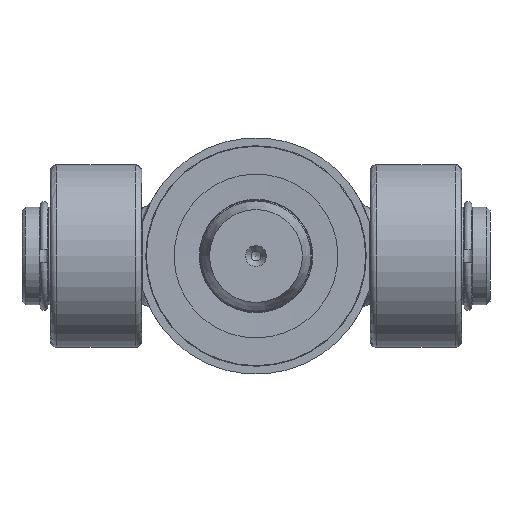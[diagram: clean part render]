
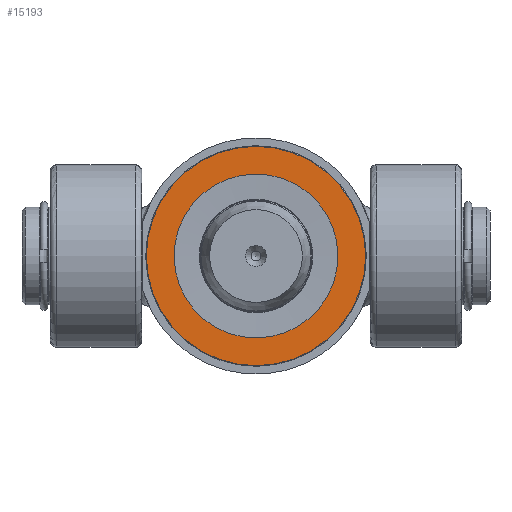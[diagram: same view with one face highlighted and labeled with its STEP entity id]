
A CAD part, front view. The second image highlights one B-rep face of the part: STEP entity #15193.
In plain terms, the highlighted face is planar.
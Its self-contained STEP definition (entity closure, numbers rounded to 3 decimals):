
#3511=PLANE('',#16292);
#3711=FACE_BOUND('',#5539,.T.);
#4563=FACE_OUTER_BOUND('',#5538,.T.);
#5538=EDGE_LOOP('',(#14183));
#5539=EDGE_LOOP('',(#14184));
#5924=CIRCLE('',#16291,34.8);
#5925=CIRCLE('',#16293,26.);
#7448=VERTEX_POINT('',#33282);
#7449=VERTEX_POINT('',#33285);
#9695=EDGE_CURVE('',#7448,#7448,#5924,.T.);
#9696=EDGE_CURVE('',#7449,#7449,#5925,.T.);
#14183=ORIENTED_EDGE('',*,*,#9695,.F.);
#14184=ORIENTED_EDGE('',*,*,#9696,.T.);
#15193=ADVANCED_FACE('',(#4563,#3711),#3511,.F.);
#16291=AXIS2_PLACEMENT_3D('',#33283,#19281,#19282);
#16292=AXIS2_PLACEMENT_3D('',#33284,#19283,#19284);
#16293=AXIS2_PLACEMENT_3D('',#33286,#19285,#19286);
#19281=DIRECTION('center_axis',(0.,0.,1.));
#19282=DIRECTION('ref_axis',(-1.,0.,0.));
#19283=DIRECTION('center_axis',(0.,0.,1.));
#19284=DIRECTION('ref_axis',(1.,0.,0.));
#19285=DIRECTION('center_axis',(0.,0.,1.));
#19286=DIRECTION('ref_axis',(0.,-1.,0.));
#33282=CARTESIAN_POINT('',(34.8,0.,0.));
#33283=CARTESIAN_POINT('Origin',(0.,0.,0.));
#33284=CARTESIAN_POINT('Origin',(0.,0.,
0.));
#33285=CARTESIAN_POINT('',(0.,-26.,0.));
#33286=CARTESIAN_POINT('Origin',(0.,0.,0.));
